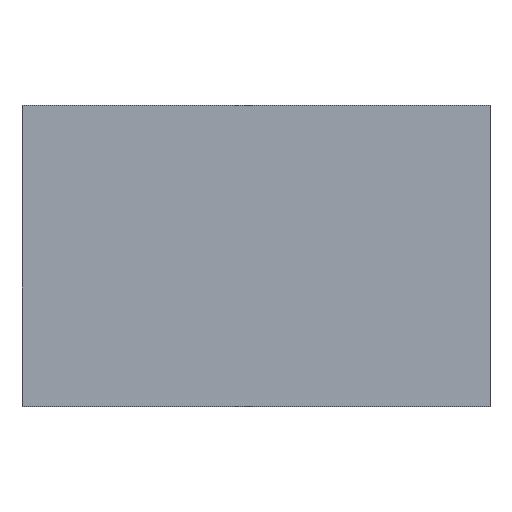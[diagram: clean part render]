
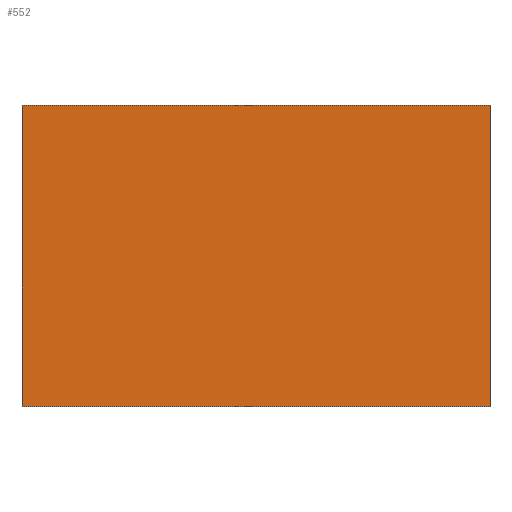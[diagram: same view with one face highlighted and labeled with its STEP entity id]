
A CAD part, top view. The second image highlights one B-rep face of the part: STEP entity #552.
In plain terms, the highlighted planar face has unit normal (0, 0, 1).
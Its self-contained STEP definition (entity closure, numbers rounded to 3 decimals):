
#197=DIRECTION('',(1.,0.,0.));
#198=VECTOR('',#197,1.4);
#199=CARTESIAN_POINT('',(-0.7,-0.45,0.46));
#200=LINE('',#199,#198);
#204=DIRECTION('',(0.,-1.,0.));
#205=VECTOR('',#204,0.9);
#206=CARTESIAN_POINT('',(-0.7,0.45,0.46));
#207=LINE('',#206,#205);
#211=DIRECTION('',(-1.,0.,0.));
#212=VECTOR('',#211,1.4);
#213=CARTESIAN_POINT('',(0.7,0.45,0.46));
#214=LINE('',#213,#212);
#218=DIRECTION('',(0.,1.,0.));
#219=VECTOR('',#218,0.9);
#220=CARTESIAN_POINT('',(0.7,-0.45,0.46));
#221=LINE('',#220,#219);
#329=CARTESIAN_POINT('',(-0.7,-0.45,0.46));
#330=CARTESIAN_POINT('',(0.7,-0.45,0.46));
#331=VERTEX_POINT('',#329);
#332=VERTEX_POINT('',#330);
#333=CARTESIAN_POINT('',(0.7,0.45,0.46));
#334=VERTEX_POINT('',#333);
#335=CARTESIAN_POINT('',(-0.7,0.45,0.46));
#336=VERTEX_POINT('',#335);
#541=CARTESIAN_POINT('',(0.,0.,0.46));
#542=DIRECTION('',(0.,0.,1.));
#543=DIRECTION('',(1.,0.,0.));
#544=AXIS2_PLACEMENT_3D('',#541,#542,#543);
#545=PLANE('',#544);
#546=ORIENTED_EDGE('',*,*,#445,.F.);
#547=ORIENTED_EDGE('',*,*,#472,.F.);
#548=ORIENTED_EDGE('',*,*,#498,.F.);
#549=ORIENTED_EDGE('',*,*,#523,.F.);
#550=EDGE_LOOP('',(#546,#547,#548,#549));
#551=FACE_OUTER_BOUND('',#550,.F.);
#552=ADVANCED_FACE('',(#551),#545,.T.);
#445=EDGE_CURVE('',#331,#332,#200,.T.);
#472=EDGE_CURVE('',#336,#331,#207,.T.);
#498=EDGE_CURVE('',#334,#336,#214,.T.);
#523=EDGE_CURVE('',#332,#334,#221,.T.);
